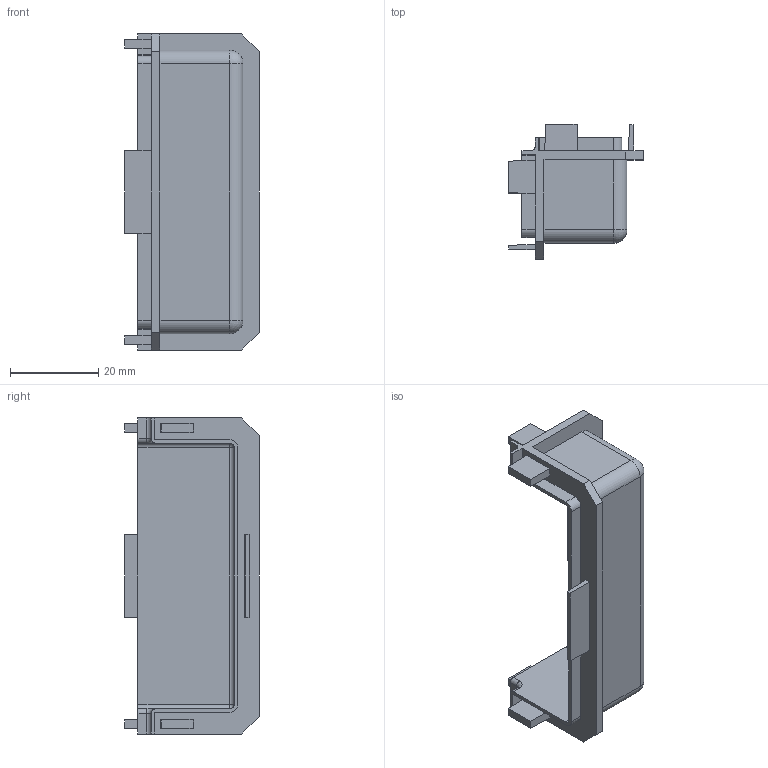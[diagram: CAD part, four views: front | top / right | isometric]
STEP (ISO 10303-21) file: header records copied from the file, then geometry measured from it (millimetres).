
FILE_DESCRIPTION(/* description */ (''),/* implementation_level */ '2;1');
FILE_NAME(/* name */ 'PA-LACZVELLO-CIN.stp',/* time_stamp */ '2022-08-29T14:59:38+02:00',/* author */ ('tomaszw'),/* organization */ (''),/* preprocessor_version */ 'ST-DEVELOPER v19.2',/* originating_system */ 'Autodesk Inventor 2023',/* authorisation */ '');
FILE_SCHEMA (('AUTOMOTIVE_DESIGN { 1 0 10303 214 3 1 1 }'));
Length unit declared in the file: millimetre
Products named in the file (1): GTV-238-inner_corner_cut_90deg
Bounding box: 30.5 x 30.5 x 71.6 mm (x, y, z)
Volume: 8942.2 mm3; surface area: 10506.4 mm2
Topology: 1 solids, 1 shells, 96 faces, 248 edges, 160 vertices
Faces by surface type: plane 66, cylinder 24, sphere 4, torus 2
Entity records: 2937 total; most frequent: CARTESIAN_POINT 505, ORIENTED_EDGE 496, DIRECTION 492, EDGE_CURVE 248, LINE 198, VECTOR 198, VERTEX_POINT 160, AXIS2_PLACEMENT_3D 147
